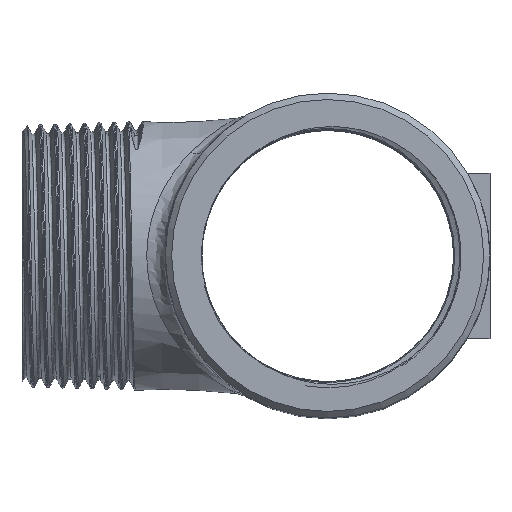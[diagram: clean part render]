
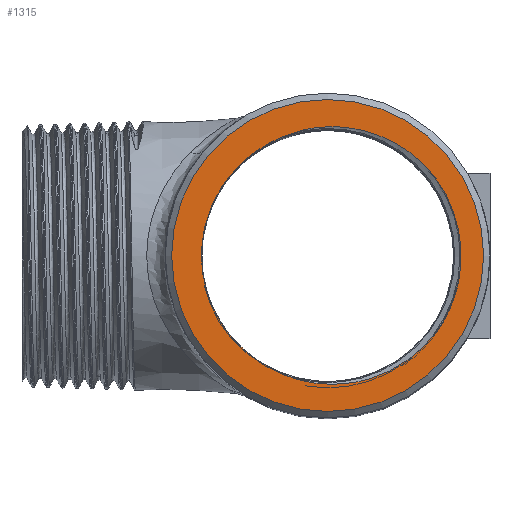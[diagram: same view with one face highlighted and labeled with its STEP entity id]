
A CAD part, top view. The second image highlights one B-rep face of the part: STEP entity #1315.
In plain terms, the highlighted planar face has unit normal (0, 0, 1).
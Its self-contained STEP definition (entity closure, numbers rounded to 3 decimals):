
#80=PLANE('',#1369);
#97=CIRCLE('',#1370,19.795);
#98=CIRCLE('',#1371,24.5);
#451=ORIENTED_EDGE('',*,*,#759,.T.);
#452=ORIENTED_EDGE('',*,*,#812,.T.);
#453=ORIENTED_EDGE('',*,*,#845,.F.);
#454=ORIENTED_EDGE('',*,*,#791,.T.);
#455=ORIENTED_EDGE('',*,*,#766,.T.);
#456=ORIENTED_EDGE('',*,*,#763,.T.);
#457=ORIENTED_EDGE('',*,*,#846,.T.);
#759=EDGE_CURVE('',#965,#966,#1113,.T.);
#763=EDGE_CURVE('',#969,#965,#1115,.T.);
#766=EDGE_CURVE('',#971,#969,#1117,.T.);
#791=EDGE_CURVE('',#973,#971,#1121,.T.);
#812=EDGE_CURVE('',#966,#1015,#1123,.T.);
#845=EDGE_CURVE('',#973,#1015,#97,.T.);
#846=EDGE_CURVE('',#1039,#1039,#98,.T.);
#965=VERTEX_POINT('',#17890);
#966=VERTEX_POINT('',#17891);
#969=VERTEX_POINT('',#20317);
#971=VERTEX_POINT('',#22158);
#973=VERTEX_POINT('',#23984);
#1015=VERTEX_POINT('',#25860);
#1039=VERTEX_POINT('',#26746);
#1113=B_SPLINE_CURVE_WITH_KNOTS('',3,(#17882,#17883,#17884,#17885,#17886,
#17887,#17888,#17889),.UNSPECIFIED.,.F.,.F.,(4,1,1,1,1,4),(0.,0.25,0.5,
0.625,0.75,1.),.UNSPECIFIED.);
#1115=B_SPLINE_CURVE_WITH_KNOTS('',3,(#20306,#20307,#20308,#20309,#20310,
#20311,#20312,#20313,#20314,#20315,#20316),.UNSPECIFIED.,.F.,.F.,(4,1,1,
1,1,1,1,1,4),(0.,0.125,0.25,0.375,0.5,0.75,0.875,0.938,1.),
 .UNSPECIFIED.);
#1117=B_SPLINE_CURVE_WITH_KNOTS('',3,(#22151,#22152,#22153,#22154,#22155,
#22156,#22157),.UNSPECIFIED.,.F.,.F.,(4,1,1,1,4),(0.,0.25,0.5,0.75,1.),
 .UNSPECIFIED.);
#1121=B_SPLINE_CURVE_WITH_KNOTS('',3,(#24223,#24224,#24225,#24226,#24227,
#24228),.UNSPECIFIED.,.F.,.F.,(4,1,1,4),(0.,0.5,0.75,1.),.UNSPECIFIED.);
#1123=B_SPLINE_CURVE_WITH_KNOTS('',3,(#25861,#25862,#25863,#25864,#25865,
#25866),.UNSPECIFIED.,.F.,.F.,(4,1,1,4),(0.,0.25,0.5,1.),.UNSPECIFIED.);
#1178=EDGE_LOOP('',(#451,#452,#453,#454,#455,#456));
#1179=EDGE_LOOP('',(#457));
#1236=FACE_BOUND('',#1178,.T.);
#1237=FACE_BOUND('',#1179,.T.);
#1315=ADVANCED_FACE('',(#1236,#1237),#80,.T.);
#1369=AXIS2_PLACEMENT_3D('',#26743,#1466,#1467);
#1370=AXIS2_PLACEMENT_3D('',#26744,#1468,#1469);
#1371=AXIS2_PLACEMENT_3D('',#26745,#1470,#1471);
#1466=DIRECTION('',(0.,0.,1.));
#1467=DIRECTION('',(1.,0.,0.));
#1468=DIRECTION('',(0.,0.,1.));
#1469=DIRECTION('',(1.,0.,0.));
#1470=DIRECTION('',(0.,0.,1.));
#1471=DIRECTION('',(1.,0.,0.));
#17882=CARTESIAN_POINT('',(14.959,-14.429,45.));
#17883=CARTESIAN_POINT('',(13.531,-15.813,45.));
#17884=CARTESIAN_POINT('',(10.276,-18.161,45.));
#17885=CARTESIAN_POINT('',(5.547,-19.814,45.));
#17886=CARTESIAN_POINT('',(1.648,-20.279,45.));
#17887=CARTESIAN_POINT('',(-2.343,-20.17,45.));
#17888=CARTESIAN_POINT('',(-5.257,-19.427,45.));
#17889=CARTESIAN_POINT('',(-7.078,-18.664,45.));
#17890=CARTESIAN_POINT('',(14.959,-14.429,45.));
#17891=CARTESIAN_POINT('',(-7.078,-18.664,45.));
#20306=CARTESIAN_POINT('',(14.959,14.429,45.));
#20307=CARTESIAN_POINT('',(15.91,13.509,45.));
#20308=CARTESIAN_POINT('',(17.66,11.38,45.));
#20309=CARTESIAN_POINT('',(19.526,7.87,45.));
#20310=CARTESIAN_POINT('',(20.699,3.983,45.));
#20311=CARTESIAN_POINT('',(21.215,-1.327,45.));
#20312=CARTESIAN_POINT('',(20.161,-6.692,45.));
#20313=CARTESIAN_POINT('',(17.948,-10.825,45.));
#20314=CARTESIAN_POINT('',(16.364,-12.959,45.));
#20315=CARTESIAN_POINT('',(15.435,-13.969,45.));
#20316=CARTESIAN_POINT('',(14.959,-14.429,45.));
#20317=CARTESIAN_POINT('',(14.959,14.429,45.));
#22151=CARTESIAN_POINT('',(-7.078,18.664,45.));
#22152=CARTESIAN_POINT('',(-5.253,19.429,45.));
#22153=CARTESIAN_POINT('',(-1.336,20.415,45.));
#22154=CARTESIAN_POINT('',(4.583,20.15,45.));
#22155=CARTESIAN_POINT('',(10.282,18.159,45.));
#22156=CARTESIAN_POINT('',(13.529,15.815,45.));
#22157=CARTESIAN_POINT('',(14.959,14.429,45.));
#22158=CARTESIAN_POINT('',(-7.078,18.664,45.));
#23984=CARTESIAN_POINT('',(-16.383,11.11,45.));
#24223=CARTESIAN_POINT('',(-16.383,11.11,45.));
#24224=CARTESIAN_POINT('',(-15.254,12.787,45.));
#24225=CARTESIAN_POINT('',(-13.207,15.025,45.));
#24226=CARTESIAN_POINT('',(-9.836,17.365,45.));
#24227=CARTESIAN_POINT('',(-8.041,18.26,45.));
#24228=CARTESIAN_POINT('',(-7.078,18.664,45.));
#25860=CARTESIAN_POINT('',(-16.383,-11.11,45.));
#25861=CARTESIAN_POINT('',(-7.078,-18.664,45.));
#25862=CARTESIAN_POINT('',(-8.041,-18.26,45.));
#25863=CARTESIAN_POINT('',(-9.841,-17.361,45.));
#25864=CARTESIAN_POINT('',(-13.181,-15.044,45.));
#25865=CARTESIAN_POINT('',(-15.248,-12.796,45.));
#25866=CARTESIAN_POINT('',(-16.383,-11.11,45.));
#26743=CARTESIAN_POINT('',(0.,0.,45.));
#26744=CARTESIAN_POINT('',(0.,0.,45.));
#26745=CARTESIAN_POINT('',(0.,0.,45.));
#26746=CARTESIAN_POINT('',(24.5,0.,45.));
